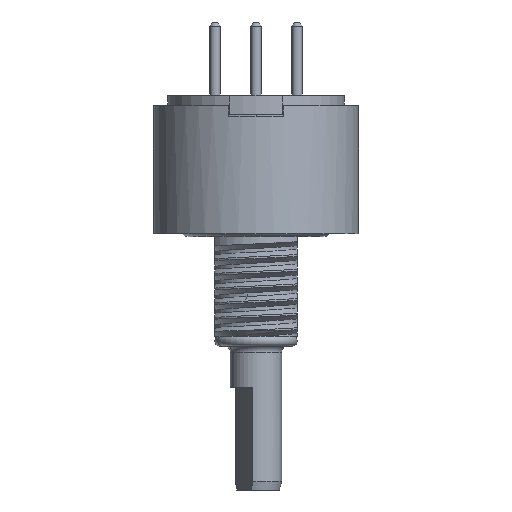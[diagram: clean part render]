
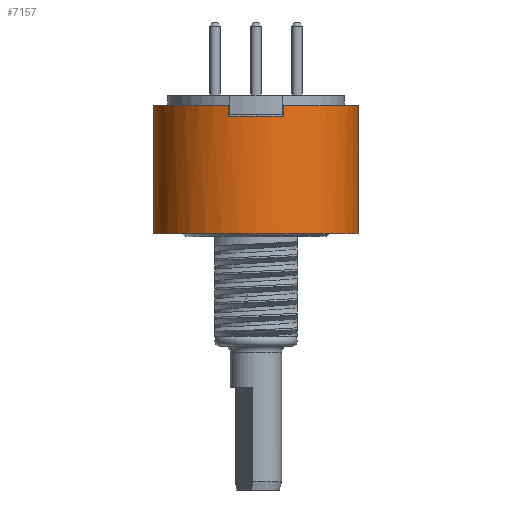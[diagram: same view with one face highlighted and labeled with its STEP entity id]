
A CAD part, front view. The second image highlights one B-rep face of the part: STEP entity #7157.
In plain terms, the highlighted cylindrical face has radius 6.35 mm (diameter 12.7 mm), a partial arc.
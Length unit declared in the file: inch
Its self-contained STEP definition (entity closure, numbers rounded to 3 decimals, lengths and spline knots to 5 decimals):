
#6=CARTESIAN_POINT('',(0.,0.,0.));
#7=DIRECTION('',(0.,0.,-1.));
#8=DIRECTION('',(1.,0.,0.));
#9=AXIS2_PLACEMENT_3D('',#6,#7,#8);
#26=CARTESIAN_POINT('',(0.,0.,0.312));
#27=DIRECTION('',(0.,0.,-1.));
#28=DIRECTION('',(1.,0.,0.));
#29=AXIS2_PLACEMENT_3D('',#26,#27,#28);
#31=DIRECTION('',(0.,0.,-1.));
#32=VECTOR('',#31,0.312);
#33=CARTESIAN_POINT('',(0.25,0.,0.312));
#34=LINE('',#33,#32);
#35=DIRECTION('',(0.,0.,-1.));
#36=VECTOR('',#35,0.312);
#37=CARTESIAN_POINT('',(-0.25,0.,0.312));
#38=LINE('',#37,#36);
#39=CARTESIAN_POINT('',(0.,0.,0.312));
#40=DIRECTION('',(0.,0.,-1.));
#41=DIRECTION('',(-0.268,-0.963,0.));
#42=AXIS2_PLACEMENT_3D('',#39,#40,#41);
#53=CARTESIAN_POINT('',(0.,0.,0.286));
#54=DIRECTION('',(0.,0.,1.));
#55=DIRECTION('',(-0.268,-0.963,0.));
#56=AXIS2_PLACEMENT_3D('',#53,#54,#55);
#79=DIRECTION('',(0.,0.,1.));
#80=VECTOR('',#79,0.026);
#81=CARTESIAN_POINT('',(-0.067,-0.24085,0.286));
#82=LINE('',#81,#80);
#163=DIRECTION('',(0.,0.,1.));
#164=VECTOR('',#163,0.026);
#165=CARTESIAN_POINT('',(0.067,-0.24085,0.286));
#166=LINE('',#165,#164);
#5894=CARTESIAN_POINT('',(0.25,0.,0.312));
#5895=CARTESIAN_POINT('',(0.25,0.,0.));
#5896=VERTEX_POINT('',#5894);
#5897=VERTEX_POINT('',#5895);
#5906=CARTESIAN_POINT('',(-0.25,0.,0.312));
#5907=CARTESIAN_POINT('',(-0.25,0.,0.));
#5908=VERTEX_POINT('',#5906);
#5909=VERTEX_POINT('',#5907);
#6034=CARTESIAN_POINT('',(0.067,-0.24085,0.312));
#6036=VERTEX_POINT('',#6034);
#6039=CARTESIAN_POINT('',(-0.067,-0.24085,0.312));
#6041=VERTEX_POINT('',#6039);
#6046=CARTESIAN_POINT('',(-0.067,-0.24085,0.286));
#6047=CARTESIAN_POINT('',(0.067,-0.24085,0.286));
#6048=VERTEX_POINT('',#6046);
#6049=VERTEX_POINT('',#6047);
#7135=CARTESIAN_POINT('',(0.,0.,-0.2781));
#7136=DIRECTION('',(0.,0.,1.));
#7137=DIRECTION('',(-1.,0.,0.));
#7138=AXIS2_PLACEMENT_3D('',#7135,#7136,#7137);
#7139=CYLINDRICAL_SURFACE('',#7138,0.25);
#7141=ORIENTED_EDGE('',*,*,#7140,.T.);
#7143=ORIENTED_EDGE('',*,*,#7142,.T.);
#7145=ORIENTED_EDGE('',*,*,#7144,.F.);
#7147=ORIENTED_EDGE('',*,*,#7146,.T.);
#7148=ORIENTED_EDGE('',*,*,#7122,.T.);
#7150=ORIENTED_EDGE('',*,*,#7149,.F.);
#7152=ORIENTED_EDGE('',*,*,#7151,.F.);
#7154=ORIENTED_EDGE('',*,*,#7153,.F.);
#7155=EDGE_LOOP('',(#7141,#7143,#7145,#7147,#7148,#7150,#7152,#7154));
#7156=FACE_OUTER_BOUND('',#7155,.F.);
#7157=ADVANCED_FACE('',(#7156),#7139,.T.);
#10=CIRCLE('',#9,0.25);
#30=CIRCLE('',#29,0.25);
#43=CIRCLE('',#42,0.25);
#57=CIRCLE('',#56,0.25);
#7122=EDGE_CURVE('',#5897,#5909,#10,.T.);
#7140=EDGE_CURVE('',#6048,#6049,#57,.T.);
#7142=EDGE_CURVE('',#6049,#6036,#166,.T.);
#7144=EDGE_CURVE('',#5896,#6036,#30,.T.);
#7146=EDGE_CURVE('',#5896,#5897,#34,.T.);
#7149=EDGE_CURVE('',#5908,#5909,#38,.T.);
#7151=EDGE_CURVE('',#6041,#5908,#43,.T.);
#7153=EDGE_CURVE('',#6048,#6041,#82,.T.);
